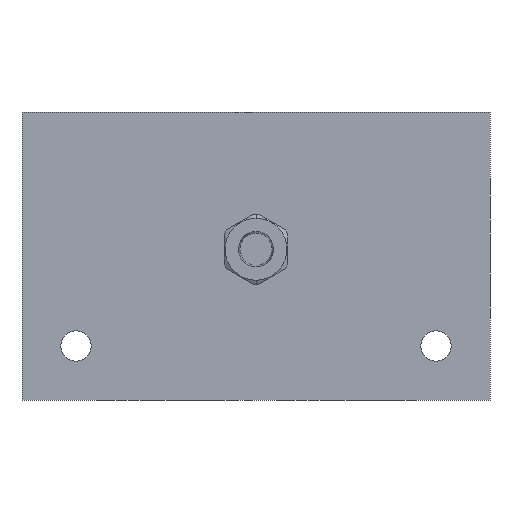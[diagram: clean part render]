
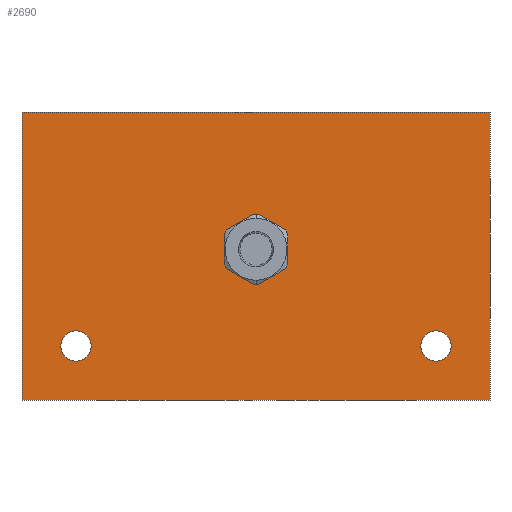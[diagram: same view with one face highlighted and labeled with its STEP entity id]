
A CAD part, left-side view. The second image highlights one B-rep face of the part: STEP entity #2690.
In plain terms, the highlighted planar face has unit normal (-1, 0, 0).
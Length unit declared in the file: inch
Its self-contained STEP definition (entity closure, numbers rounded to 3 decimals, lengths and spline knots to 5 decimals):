
#1=DIRECTION('',(0.,-1.,0.));
#2=VECTOR('',#1,6.5);
#3=CARTESIAN_POINT('',(0.,0.,0.));
#4=LINE('',#3,#2);
#37=DIRECTION('',(0.,0.,1.));
#38=VECTOR('',#37,4.);
#39=CARTESIAN_POINT('',(0.,0.,0.));
#40=LINE('',#39,#38);
#41=CARTESIAN_POINT('',(0.,-3.25,2.094));
#42=DIRECTION('',(1.,0.,0.));
#43=DIRECTION('',(0.,0.,-1.));
#44=AXIS2_PLACEMENT_3D('',#41,#42,#43);
#46=CARTESIAN_POINT('',(0.,-3.25,2.094));
#47=DIRECTION('',(1.,0.,0.));
#48=DIRECTION('',(0.,0.,1.));
#49=AXIS2_PLACEMENT_3D('',#46,#47,#48);
#51=CARTESIAN_POINT('',(0.,-0.75,0.75));
#52=DIRECTION('',(1.,0.,0.));
#53=DIRECTION('',(0.,0.,-1.));
#54=AXIS2_PLACEMENT_3D('',#51,#52,#53);
#56=CARTESIAN_POINT('',(0.,-0.75,0.75));
#57=DIRECTION('',(1.,0.,0.));
#58=DIRECTION('',(0.,0.,1.));
#59=AXIS2_PLACEMENT_3D('',#56,#57,#58);
#61=CARTESIAN_POINT('',(0.,-5.75,0.75));
#62=DIRECTION('',(1.,0.,0.));
#63=DIRECTION('',(0.,0.,-1.));
#64=AXIS2_PLACEMENT_3D('',#61,#62,#63);
#66=CARTESIAN_POINT('',(0.,-5.75,0.75));
#67=DIRECTION('',(1.,0.,0.));
#68=DIRECTION('',(0.,0.,1.));
#69=AXIS2_PLACEMENT_3D('',#66,#67,#68);
#109=DIRECTION('',(0.,0.,1.));
#110=VECTOR('',#109,4.);
#111=CARTESIAN_POINT('',(0.,-6.5,0.));
#112=LINE('',#111,#110);
#123=DIRECTION('',(0.,-1.,0.));
#124=VECTOR('',#123,6.5);
#125=CARTESIAN_POINT('',(0.,0.,4.));
#126=LINE('',#125,#124);
#2280=CARTESIAN_POINT('',(0.,0.,0.));
#2281=CARTESIAN_POINT('',(0.,-6.5,0.));
#2282=VERTEX_POINT('',#2280);
#2283=VERTEX_POINT('',#2281);
#2288=CARTESIAN_POINT('',(0.,0.,4.));
#2289=CARTESIAN_POINT('',(0.,-6.5,4.));
#2290=VERTEX_POINT('',#2288);
#2291=VERTEX_POINT('',#2289);
#2484=CARTESIAN_POINT('',(0.,-3.25,2.5245));
#2485=VERTEX_POINT('',#2484);
#2490=CARTESIAN_POINT('',(0.,-3.25,1.6635));
#2491=VERTEX_POINT('',#2490);
#2504=CARTESIAN_POINT('',(0.,-0.75,0.539));
#2505=CARTESIAN_POINT('',(0.,-0.75,0.961));
#2506=VERTEX_POINT('',#2504);
#2507=VERTEX_POINT('',#2505);
#2512=CARTESIAN_POINT('',(0.,-5.75,0.539));
#2513=CARTESIAN_POINT('',(0.,-5.75,0.961));
#2514=VERTEX_POINT('',#2512);
#2515=VERTEX_POINT('',#2513);
#2658=CARTESIAN_POINT('',(0.,0.,0.));
#2659=DIRECTION('',(-1.,0.,0.));
#2660=DIRECTION('',(0.,-1.,0.));
#2661=AXIS2_PLACEMENT_3D('',#2658,#2659,#2660);
#2662=PLANE('',#2661);
#2663=ORIENTED_EDGE('',*,*,#2635,.F.);
#2665=ORIENTED_EDGE('',*,*,#2664,.T.);
#2667=ORIENTED_EDGE('',*,*,#2666,.T.);
#2669=ORIENTED_EDGE('',*,*,#2668,.F.);
#2670=EDGE_LOOP('',(#2663,#2665,#2667,#2669));
#2671=FACE_OUTER_BOUND('',#2670,.F.);
#2673=ORIENTED_EDGE('',*,*,#2672,.F.);
#2675=ORIENTED_EDGE('',*,*,#2674,.F.);
#2676=EDGE_LOOP('',(#2673,#2675));
#2677=FACE_BOUND('',#2676,.F.);
#2679=ORIENTED_EDGE('',*,*,#2678,.F.);
#2681=ORIENTED_EDGE('',*,*,#2680,.F.);
#2682=EDGE_LOOP('',(#2679,#2681));
#2683=FACE_BOUND('',#2682,.F.);
#2685=ORIENTED_EDGE('',*,*,#2684,.F.);
#2687=ORIENTED_EDGE('',*,*,#2686,.F.);
#2688=EDGE_LOOP('',(#2685,#2687));
#2689=FACE_BOUND('',#2688,.F.);
#2690=ADVANCED_FACE('',(#2671,#2677,#2683,#2689),#2662,.T.);
#45=CIRCLE('',#44,0.4305);
#50=CIRCLE('',#49,0.4305);
#55=CIRCLE('',#54,0.211);
#60=CIRCLE('',#59,0.211);
#65=CIRCLE('',#64,0.211);
#70=CIRCLE('',#69,0.211);
#2635=EDGE_CURVE('',#2282,#2283,#4,.T.);
#2664=EDGE_CURVE('',#2282,#2290,#40,.T.);
#2666=EDGE_CURVE('',#2290,#2291,#126,.T.);
#2668=EDGE_CURVE('',#2283,#2291,#112,.T.);
#2672=EDGE_CURVE('',#2491,#2485,#45,.T.);
#2674=EDGE_CURVE('',#2485,#2491,#50,.T.);
#2678=EDGE_CURVE('',#2506,#2507,#55,.T.);
#2680=EDGE_CURVE('',#2507,#2506,#60,.T.);
#2684=EDGE_CURVE('',#2514,#2515,#65,.T.);
#2686=EDGE_CURVE('',#2515,#2514,#70,.T.);
